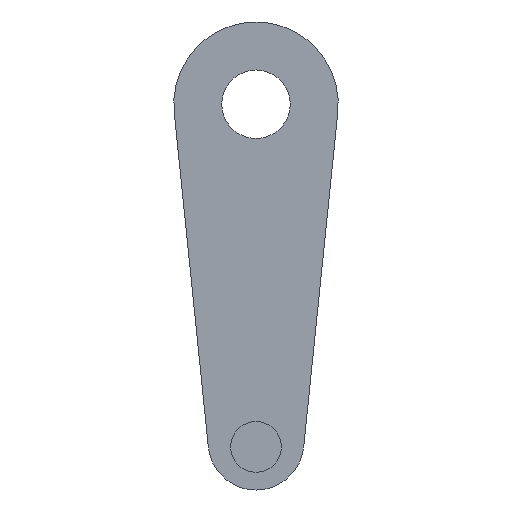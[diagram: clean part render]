
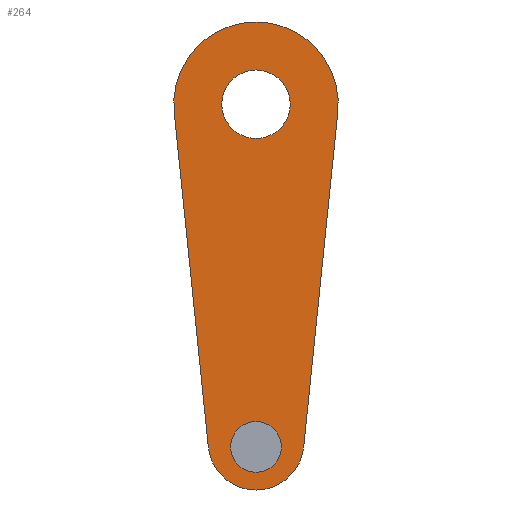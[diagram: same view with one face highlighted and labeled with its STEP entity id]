
A CAD part, front view. The second image highlights one B-rep face of the part: STEP entity #264.
In plain terms, the highlighted planar face has unit normal (0, -1, 0).
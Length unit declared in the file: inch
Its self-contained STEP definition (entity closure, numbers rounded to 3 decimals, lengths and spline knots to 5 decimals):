
#19 = CARTESIAN_POINT ( 'NONE',  ( 0.36851, 0.47153, 0.67995 ) ) ;
#20 = CIRCLE ( 'NONE', #190, 0.1378 ) ;
#24 = DIRECTION ( 'NONE',  ( 0., 0., 1. ) ) ;
#30 = AXIS2_PLACEMENT_3D ( 'NONE', #441, #296, #293 ) ;
#43 = DIRECTION ( 'NONE',  ( -0.101, 0., 0.995 ) ) ;
#52 = CARTESIAN_POINT ( 'NONE',  ( 0.23143, 0.47153, 0.66598 ) ) ;
#53 = AXIS2_PLACEMENT_3D ( 'NONE', #19, #454, #56 ) ;
#56 = DIRECTION ( 'NONE',  ( 0., 0., 1. ) ) ;
#62 = CARTESIAN_POINT ( 'NONE',  ( 0.36851, 0.47153, 0.67995 ) ) ;
#63 = VECTOR ( 'NONE', #43, 39.37008 ) ;
#68 = EDGE_LOOP ( 'NONE', ( #396, #212 ) ) ;
#71 = ORIENTED_EDGE ( 'NONE', *, *, #195, .F. ) ;
#78 = EDGE_LOOP ( 'NONE', ( #249, #130 ) ) ;
#80 = DIRECTION ( 'NONE',  ( -0.101, 0., -0.995 ) ) ;
#89 = CARTESIAN_POINT ( 'NONE',  ( 0.36851, 0.47153, 1.65023 ) ) ;
#90 = CIRCLE ( 'NONE', #164, 0.23622 ) ;
#92 = EDGE_CURVE ( 'NONE', #118, #479, #20, .T. ) ;
#114 = CARTESIAN_POINT ( 'NONE',  ( 0.36851, 0.47153, 1.65023 ) ) ;
#115 = EDGE_LOOP ( 'NONE', ( #204, #71, #446, #153, #415 ) ) ;
#116 = CIRCLE ( 'NONE', #30, 0.07283 ) ;
#118 = VERTEX_POINT ( 'NONE', #233 ) ;
#121 = CARTESIAN_POINT ( 'NONE',  ( 0.60351, 0.47153, 1.62627 ) ) ;
#125 = DIRECTION ( 'NONE',  ( 0., 0., 1. ) ) ;
#130 = ORIENTED_EDGE ( 'NONE', *, *, #141, .T. ) ;
#134 = DIRECTION ( 'NONE',  ( 0., 0., 1. ) ) ;
#135 = VECTOR ( 'NONE', #80, 39.37008 ) ;
#141 = EDGE_CURVE ( 'NONE', #229, #482, #461, .T. ) ;
#145 = CARTESIAN_POINT ( 'NONE',  ( 0.13351, 0.47153, 1.62627 ) ) ;
#153 = ORIENTED_EDGE ( 'NONE', *, *, #457, .F. ) ;
#154 = CARTESIAN_POINT ( 'NONE',  ( 0.36851, 0.47153, 0.59314 ) ) ;
#157 = FACE_BOUND ( 'NONE', #78, .T. ) ;
#164 = AXIS2_PLACEMENT_3D ( 'NONE', #352, #383, #24 ) ;
#165 = FACE_OUTER_BOUND ( 'NONE', #115, .T. ) ;
#168 = PLANE ( 'NONE',  #364 ) ;
#189 = DIRECTION ( 'NONE',  ( 0., 0., 1. ) ) ;
#190 = AXIS2_PLACEMENT_3D ( 'NONE', #62, #356, #230 ) ;
#195 = EDGE_CURVE ( 'NONE', #479, #510, #398, .T. ) ;
#197 = EDGE_CURVE ( 'NONE', #482, #229, #116, .T. ) ;
#204 = ORIENTED_EDGE ( 'NONE', *, *, #458, .F. ) ;
#206 = CIRCLE ( 'NONE', #53, 0.1378 ) ;
#212 = ORIENTED_EDGE ( 'NONE', *, *, #304, .T. ) ;
#229 = VERTEX_POINT ( 'NONE', #374 ) ;
#230 = DIRECTION ( 'NONE',  ( 0., 0., 1. ) ) ;
#233 = CARTESIAN_POINT ( 'NONE',  ( 0.36851, 0.47153, 0.54216 ) ) ;
#249 = ORIENTED_EDGE ( 'NONE', *, *, #197, .T. ) ;
#252 = CARTESIAN_POINT ( 'NONE',  ( 0.23143, 0.47153, 0.66598 ) ) ;
#258 = CIRCLE ( 'NONE', #388, 0.09843 ) ;
#259 = CARTESIAN_POINT ( 'NONE',  ( 0.50559, 0.47153, 0.66598 ) ) ;
#261 = CARTESIAN_POINT ( 'NONE',  ( 0.36851, 0.47153, 1.5518 ) ) ;
#264 = ADVANCED_FACE ( 'NONE', ( #165, #370, #157 ), #168, .F. ) ;
#268 = EDGE_CURVE ( 'NONE', #443, #328, #448, .T. ) ;
#274 = VERTEX_POINT ( 'NONE', #487 ) ;
#289 = DIRECTION ( 'NONE',  ( 0., 1., 0. ) ) ;
#293 = DIRECTION ( 'NONE',  ( 0., 0., 1. ) ) ;
#296 = DIRECTION ( 'NONE',  ( 0., 1., 0. ) ) ;
#304 = EDGE_CURVE ( 'NONE', #274, #452, #323, .T. ) ;
#323 = CIRCLE ( 'NONE', #408, 0.09843 ) ;
#328 = VERTEX_POINT ( 'NONE', #259 ) ;
#339 = CARTESIAN_POINT ( 'NONE',  ( 0.36851, 0.47153, 1.65023 ) ) ;
#344 = CARTESIAN_POINT ( 'NONE',  ( 0.60351, 0.47153, 1.62627 ) ) ;
#352 = CARTESIAN_POINT ( 'NONE',  ( 0.36851, 0.47153, 1.65023 ) ) ;
#356 = DIRECTION ( 'NONE',  ( 0., 1., 0. ) ) ;
#364 = AXIS2_PLACEMENT_3D ( 'NONE', #339, #289, #125 ) ;
#370 = FACE_BOUND ( 'NONE', #68, .T. ) ;
#374 = CARTESIAN_POINT ( 'NONE',  ( 0.36851, 0.47153, 0.73881 ) ) ;
#383 = DIRECTION ( 'NONE',  ( 0., 1., 0. ) ) ;
#386 = DIRECTION ( 'NONE',  ( 0., 1., 0. ) ) ;
#388 = AXIS2_PLACEMENT_3D ( 'NONE', #89, #462, #134 ) ;
#396 = ORIENTED_EDGE ( 'NONE', *, *, #401, .T. ) ;
#398 = LINE ( 'NONE', #252, #63 ) ;
#401 = EDGE_CURVE ( 'NONE', #452, #274, #258, .T. ) ;
#408 = AXIS2_PLACEMENT_3D ( 'NONE', #114, #480, #483 ) ;
#415 = ORIENTED_EDGE ( 'NONE', *, *, #268, .F. ) ;
#441 = CARTESIAN_POINT ( 'NONE',  ( 0.36851, 0.47153, 0.66598 ) ) ;
#443 = VERTEX_POINT ( 'NONE', #344 ) ;
#446 = ORIENTED_EDGE ( 'NONE', *, *, #92, .F. ) ;
#448 = LINE ( 'NONE', #121, #135 ) ;
#452 = VERTEX_POINT ( 'NONE', #261 ) ;
#454 = DIRECTION ( 'NONE',  ( 0., 1., 0. ) ) ;
#457 = EDGE_CURVE ( 'NONE', #328, #118, #206, .T. ) ;
#458 = EDGE_CURVE ( 'NONE', #510, #443, #90, .T. ) ;
#461 = CIRCLE ( 'NONE', #507, 0.07283 ) ;
#462 = DIRECTION ( 'NONE',  ( 0., 1., 0. ) ) ;
#466 = CARTESIAN_POINT ( 'NONE',  ( 0.36851, 0.47153, 0.66598 ) ) ;
#479 = VERTEX_POINT ( 'NONE', #52 ) ;
#480 = DIRECTION ( 'NONE',  ( 0., 1., 0. ) ) ;
#482 = VERTEX_POINT ( 'NONE', #154 ) ;
#483 = DIRECTION ( 'NONE',  ( 0., 0., 1. ) ) ;
#487 = CARTESIAN_POINT ( 'NONE',  ( 0.36851, 0.47153, 1.74865 ) ) ;
#507 = AXIS2_PLACEMENT_3D ( 'NONE', #466, #386, #189 ) ;
#510 = VERTEX_POINT ( 'NONE', #145 ) ;
